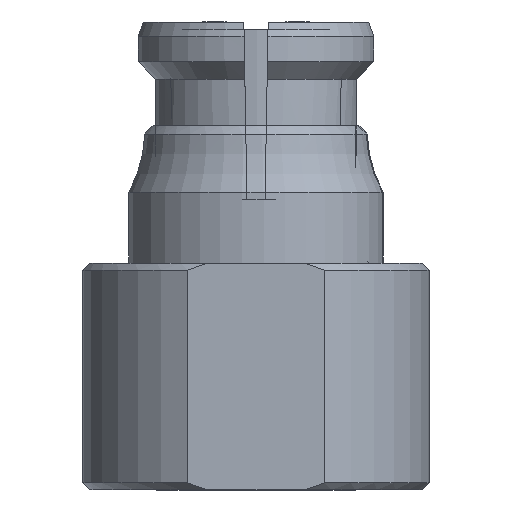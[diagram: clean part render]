
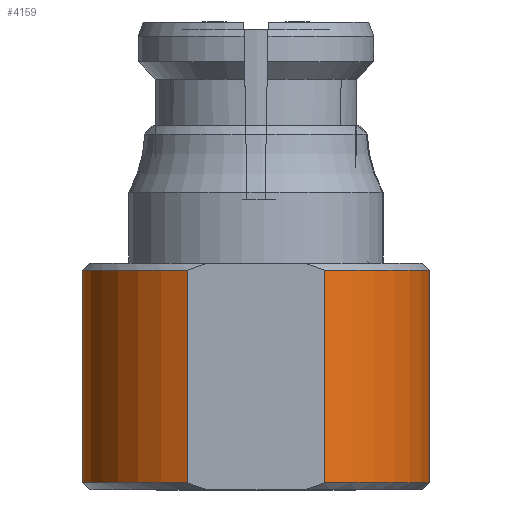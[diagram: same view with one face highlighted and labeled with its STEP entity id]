
A CAD part, front view. The second image highlights one B-rep face of the part: STEP entity #4159.
In plain terms, the highlighted cylindrical face has radius 2.45 mm (diameter 4.9 mm), a partial arc.
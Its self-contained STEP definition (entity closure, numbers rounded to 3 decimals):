
#165=LINE('',#5748,#253);
#166=LINE('',#5753,#254);
#253=VECTOR('',#4786,1000.);
#254=VECTOR('',#4789,1000.);
#341=CYLINDRICAL_SURFACE('',#4353,2.45);
#378=CIRCLE('',#4354,2.45);
#379=CIRCLE('',#4355,2.45);
#558=ORIENTED_EDGE('',*,*,#1458,.F.);
#559=ORIENTED_EDGE('',*,*,#1456,.F.);
#560=ORIENTED_EDGE('',*,*,#1459,.F.);
#561=ORIENTED_EDGE('',*,*,#1454,.F.);
#562=ORIENTED_EDGE('',*,*,#1460,.F.);
#563=ORIENTED_EDGE('',*,*,#1461,.T.);
#564=ORIENTED_EDGE('',*,*,#1462,.T.);
#565=ORIENTED_EDGE('',*,*,#1463,.T.);
#1454=EDGE_CURVE('',#1904,#1905,#2206,.T.);
#1456=EDGE_CURVE('',#1906,#1907,#2207,.T.);
#1458=EDGE_CURVE('',#1907,#1904,#2208,.T.);
#1459=EDGE_CURVE('',#1905,#1906,#2209,.T.);
#1460=EDGE_CURVE('',#1908,#1909,#165,.T.);
#1461=EDGE_CURVE('',#1908,#1910,#378,.T.);
#1462=EDGE_CURVE('',#1910,#1911,#166,.T.);
#1463=EDGE_CURVE('',#1911,#1909,#379,.F.);
#1904=VERTEX_POINT('',#5723);
#1905=VERTEX_POINT('',#5724);
#1906=VERTEX_POINT('',#5734);
#1907=VERTEX_POINT('',#5735);
#1908=VERTEX_POINT('',#5749);
#1909=VERTEX_POINT('',#5750);
#1910=VERTEX_POINT('',#5752);
#1911=VERTEX_POINT('',#5754);
#2206=B_SPLINE_CURVE_WITH_KNOTS('',3,(#5716,#5717,#5718,#5719,#5720,#5721,
#5722),.UNSPECIFIED.,.F.,.F.,(4,1,1,1,4),(0.,0.001,
0.001,0.002,0.003),
 .UNSPECIFIED.);
#2207=B_SPLINE_CURVE_WITH_KNOTS('',3,(#5727,#5728,#5729,#5730,#5731,#5732,
#5733),.UNSPECIFIED.,.F.,.F.,(4,1,1,1,4),(0.,0.001,
0.001,0.002,0.003),
 .UNSPECIFIED.);
#2208=B_SPLINE_CURVE_WITH_KNOTS('',3,(#5738,#5739,#5740,#5741,#5742),
 .UNSPECIFIED.,.F.,.F.,(4,1,4),(0.001,0.002,
0.002),.UNSPECIFIED.);
#2209=B_SPLINE_CURVE_WITH_KNOTS('',3,(#5743,#5744,#5745,#5746,#5747),
 .UNSPECIFIED.,.F.,.F.,(4,1,4),(0.005,0.005,
0.006),.UNSPECIFIED.);
#2332=EDGE_LOOP('',(#558,#559,#560,#561));
#2333=EDGE_LOOP('',(#562,#563,#564,#565));
#2554=FACE_BOUND('',#2332,.T.);
#2555=FACE_BOUND('',#2333,.T.);
#4159=ADVANCED_FACE('',(#2554,#2555),#341,.T.);
#4353=AXIS2_PLACEMENT_3D('',#5737,#4784,#4785);
#4354=AXIS2_PLACEMENT_3D('',#5751,#4787,#4788);
#4355=AXIS2_PLACEMENT_3D('',#5755,#4790,#4791);
#4784=DIRECTION('',(0.,0.,-1.));
#4785=DIRECTION('',(0.,-1.,0.));
#4786=DIRECTION('',(0.,0.,-1.));
#4787=DIRECTION('',(0.,0.,-1.));
#4788=DIRECTION('',(0.,-1.,0.));
#4789=DIRECTION('',(0.,0.,-1.));
#4790=DIRECTION('',(0.,0.,-1.));
#4791=DIRECTION('',(0.,-1.,0.));
#5716=CARTESIAN_POINT('',(-0.97,-73.95,0.571));
#5717=CARTESIAN_POINT('',(-0.89,-73.916,0.772));
#5718=CARTESIAN_POINT('',(-0.65,-73.817,1.142));
#5719=CARTESIAN_POINT('',(-0.003,-73.716,1.416));
#5720=CARTESIAN_POINT('',(0.65,-73.817,1.143));
#5721=CARTESIAN_POINT('',(0.89,-73.916,0.773));
#5722=CARTESIAN_POINT('',(0.97,-73.95,0.571));
#5723=CARTESIAN_POINT('',(-0.97,-73.95,0.571));
#5724=CARTESIAN_POINT('',(0.97,-73.95,0.571));
#5727=CARTESIAN_POINT('',(0.97,-73.95,-0.571));
#5728=CARTESIAN_POINT('',(0.89,-73.916,-0.772));
#5729=CARTESIAN_POINT('',(0.65,-73.817,-1.142));
#5730=CARTESIAN_POINT('',(0.003,-73.716,-1.416));
#5731=CARTESIAN_POINT('',(-0.65,-73.817,-1.143));
#5732=CARTESIAN_POINT('',(-0.89,-73.916,-0.773));
#5733=CARTESIAN_POINT('',(-0.97,-73.95,-0.571));
#5734=CARTESIAN_POINT('',(0.97,-73.95,-0.571));
#5735=CARTESIAN_POINT('',(-0.97,-73.95,-0.571));
#5737=CARTESIAN_POINT('',(0.,-76.2,1.727));
#5738=CARTESIAN_POINT('',(-0.97,-73.95,-0.571));
#5739=CARTESIAN_POINT('',(-1.069,-73.993,-0.401));
#5740=CARTESIAN_POINT('',(-1.181,-74.054,-0.003));
#5741=CARTESIAN_POINT('',(-1.069,-73.993,0.401));
#5742=CARTESIAN_POINT('',(-0.97,-73.95,0.571));
#5743=CARTESIAN_POINT('',(0.97,-73.95,0.571));
#5744=CARTESIAN_POINT('',(1.07,-73.993,0.4));
#5745=CARTESIAN_POINT('',(1.18,-74.054,0.001));
#5746=CARTESIAN_POINT('',(1.07,-73.993,-0.401));
#5747=CARTESIAN_POINT('',(0.97,-73.95,-0.571));
#5748=CARTESIAN_POINT('',(-0.97,-78.45,1.727));
#5749=CARTESIAN_POINT('',(-0.97,-78.45,1.627));
#5750=CARTESIAN_POINT('',(-0.97,-78.45,-1.373));
#5751=CARTESIAN_POINT('',(0.,-76.2,1.627));
#5752=CARTESIAN_POINT('',(0.97,-78.45,1.627));
#5753=CARTESIAN_POINT('',(0.97,-78.45,1.727));
#5754=CARTESIAN_POINT('',(0.97,-78.45,-1.373));
#5755=CARTESIAN_POINT('',(0.,-76.2,-1.373));
